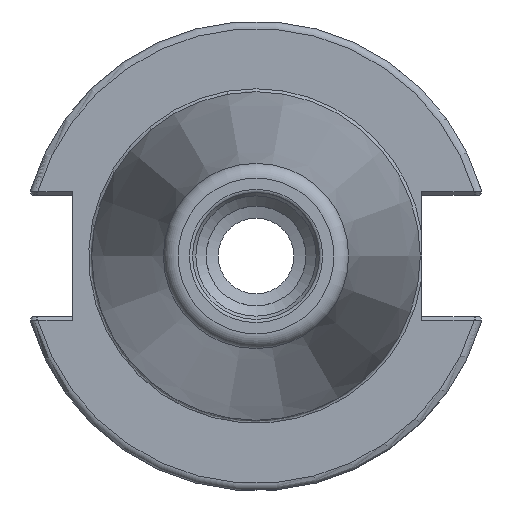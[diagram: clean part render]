
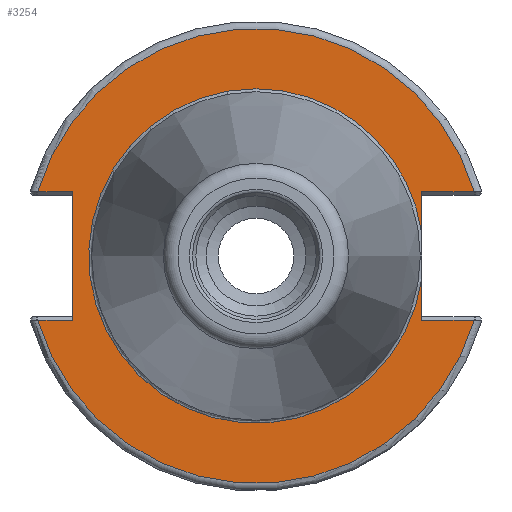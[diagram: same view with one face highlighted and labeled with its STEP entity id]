
A CAD part, left-side view. The second image highlights one B-rep face of the part: STEP entity #3254.
In plain terms, the highlighted planar face has unit normal (-1, 0, 0).
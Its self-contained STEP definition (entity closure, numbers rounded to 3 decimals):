
#131=PLANE('',#3488);
#214=FACE_OUTER_BOUND('',#392,.T.);
#392=EDGE_LOOP('',(#2255,#2256,#2257,#2258,#2259,#2260,#2261,#2262,#2263,
#2264,#2265));
#675=CIRCLE('',#3487,30.775);
#676=CIRCLE('',#3489,22.625);
#677=CIRCLE('',#3490,22.625);
#678=CIRCLE('',#3491,30.775);
#914=LINE('',#5203,#1089);
#916=LINE('',#5271,#1091);
#917=LINE('',#5277,#1092);
#918=LINE('',#5279,#1093);
#919=LINE('',#5283,#1094);
#920=LINE('',#5285,#1095);
#921=LINE('',#5286,#1096);
#1089=VECTOR('',#3973,10.);
#1091=VECTOR('',#3991,10.);
#1092=VECTOR('',#3996,10.);
#1093=VECTOR('',#3997,10.);
#1094=VECTOR('',#4000,10.);
#1095=VECTOR('',#4001,10.);
#1096=VECTOR('',#4002,10.);
#1290=VERTEX_POINT('',#5196);
#1293=VERTEX_POINT('',#5201);
#1299=VERTEX_POINT('',#5249);
#1301=VERTEX_POINT('',#5270);
#1302=VERTEX_POINT('',#5272);
#1303=VERTEX_POINT('',#5274);
#1304=VERTEX_POINT('',#5276);
#1305=VERTEX_POINT('',#5278);
#1306=VERTEX_POINT('',#5280);
#1307=VERTEX_POINT('',#5282);
#1308=VERTEX_POINT('',#5284);
#1679=EDGE_CURVE('',#1293,#1290,#914,.T.);
#1689=EDGE_CURVE('',#1290,#1299,#675,.T.);
#1692=EDGE_CURVE('',#1293,#1301,#916,.T.);
#1693=EDGE_CURVE('',#1301,#1302,#676,.T.);
#1694=EDGE_CURVE('',#1302,#1303,#677,.T.);
#1695=EDGE_CURVE('',#1303,#1304,#917,.T.);
#1696=EDGE_CURVE('',#1305,#1304,#918,.T.);
#1697=EDGE_CURVE('',#1306,#1305,#678,.T.);
#1698=EDGE_CURVE('',#1307,#1306,#919,.T.);
#1699=EDGE_CURVE('',#1307,#1308,#920,.T.);
#1700=EDGE_CURVE('',#1299,#1308,#921,.T.);
#2255=ORIENTED_EDGE('',*,*,#1679,.F.);
#2256=ORIENTED_EDGE('',*,*,#1692,.T.);
#2257=ORIENTED_EDGE('',*,*,#1693,.T.);
#2258=ORIENTED_EDGE('',*,*,#1694,.T.);
#2259=ORIENTED_EDGE('',*,*,#1695,.T.);
#2260=ORIENTED_EDGE('',*,*,#1696,.F.);
#2261=ORIENTED_EDGE('',*,*,#1697,.F.);
#2262=ORIENTED_EDGE('',*,*,#1698,.F.);
#2263=ORIENTED_EDGE('',*,*,#1699,.T.);
#2264=ORIENTED_EDGE('',*,*,#1700,.F.);
#2265=ORIENTED_EDGE('',*,*,#1689,.F.);
#3254=ADVANCED_FACE('',(#214),#131,.T.);
#3487=AXIS2_PLACEMENT_3D('',#5250,#3987,#3988);
#3488=AXIS2_PLACEMENT_3D('',#5269,#3989,#3990);
#3489=AXIS2_PLACEMENT_3D('',#5273,#3992,#3993);
#3490=AXIS2_PLACEMENT_3D('',#5275,#3994,#3995);
#3491=AXIS2_PLACEMENT_3D('',#5281,#3998,#3999);
#3973=DIRECTION('',(0.,-1.,0.));
#3987=DIRECTION('center_axis',(1.,0.,0.));
#3988=DIRECTION('ref_axis',(0.,0.,-1.));
#3989=DIRECTION('center_axis',(-1.,0.,0.));
#3990=DIRECTION('ref_axis',(0.,0.,1.));
#3991=DIRECTION('',(0.,0.,1.));
#3992=DIRECTION('center_axis',(1.,0.,0.));
#3993=DIRECTION('ref_axis',(0.,0.,-1.));
#3994=DIRECTION('center_axis',(1.,0.,0.));
#3995=DIRECTION('ref_axis',(0.,0.,-1.));
#3996=DIRECTION('',(0.,0.,1.));
#3997=DIRECTION('',(0.,1.,0.));
#3998=DIRECTION('center_axis',(1.,0.,0.));
#3999=DIRECTION('ref_axis',(0.,0.,-1.));
#4000=DIRECTION('',(0.,1.,0.));
#4001=DIRECTION('',(0.,0.,-1.));
#4002=DIRECTION('',(0.,-1.,0.));
#5196=CARTESIAN_POINT('',(1.,-29.523,-8.69));
#5201=CARTESIAN_POINT('',(1.,-22.41,-8.69));
#5203=CARTESIAN_POINT('',(1.,4.182,-8.69));
#5249=CARTESIAN_POINT('',(1.,29.523,-8.69));
#5250=CARTESIAN_POINT('Origin',(1.,0.,
0.));
#5269=CARTESIAN_POINT('Origin',(1.,30.775,0.));
#5270=CARTESIAN_POINT('',(1.,-22.41,-3.112));
#5271=CARTESIAN_POINT('',(1.,-22.41,4.095));
#5272=CARTESIAN_POINT('',(1.,0.,22.625));
#5273=CARTESIAN_POINT('Origin',(1.,0.,
0.));
#5274=CARTESIAN_POINT('',(1.,-22.41,3.112));
#5275=CARTESIAN_POINT('Origin',(1.,0.,
0.));
#5276=CARTESIAN_POINT('',(1.,-22.41,8.69));
#5277=CARTESIAN_POINT('',(1.,-22.41,4.095));
#5278=CARTESIAN_POINT('',(1.,-29.523,8.69));
#5279=CARTESIAN_POINT('',(1.,-3.532,8.69));
#5280=CARTESIAN_POINT('',(1.,29.523,8.69));
#5281=CARTESIAN_POINT('Origin',(1.,0.,
0.));
#5282=CARTESIAN_POINT('',(1.,24.8,8.69));
#5283=CARTESIAN_POINT('',(1.,27.787,8.69));
#5284=CARTESIAN_POINT('',(1.,24.8,-8.69));
#5285=CARTESIAN_POINT('',(1.,24.8,-4.095));
#5286=CARTESIAN_POINT('',(1.,36.504,-8.69));
